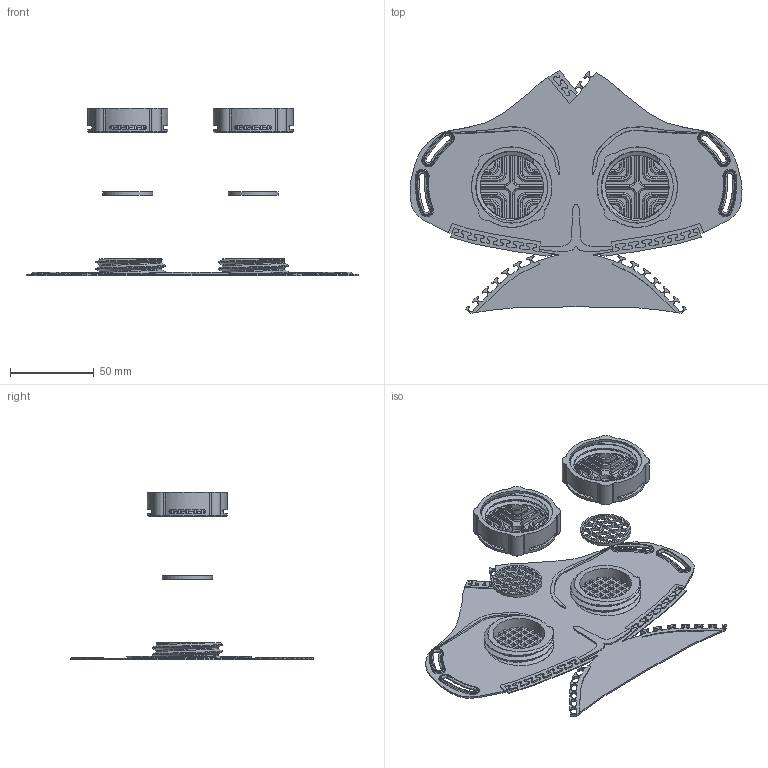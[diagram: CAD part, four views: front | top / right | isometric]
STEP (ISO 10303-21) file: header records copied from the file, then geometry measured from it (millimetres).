
FILE_DESCRIPTION(/* description */ (''),/* implementation_level */ '2;1');
FILE_NAME(/* name */ '3d_printed_breathing_mask.step',/* time_stamp */ '2020-04-25T12:20:47+02:00',/* author */ (''),/* organization */ (''),/* preprocessor_version */ 'ST-DEVELOPER v18.1',/* originating_system */ 'Autodesk Translation Framework v9.2.0.1227',/* authorisation */ '');
FILE_SCHEMA (('AUTOMOTIVE_DESIGN { 1 0 10303 214 3 1 1 }'));
Length unit declared in the file: millimetre
Products named in the file (1): Copper 3D mask adapted steg
Bounding box: 198.29 x 144.86 x 100 mm (x, y, z)
Volume: 56430 mm3; surface area: 67581.8 mm2
Topology: 5 solids, 5 shells, 2043 faces, 6093 edges, 3948 vertices
Faces by surface type: plane 1012, cylinder 618, cone 188, bspline 119, torus 106
Full cylindrical faces by diameter (mm): 30 x2, 37.132 x2, 37.97 x4, 41.703 x2, 42.439 x2, 43 x2
Entity records: 83334 total; most frequent: CARTESIAN_POINT 29179, ORIENTED_EDGE 12182, DIRECTION 10358, EDGE_CURVE 6091, VERTEX_POINT 3948, LINE 3530, VECTOR 3530, AXIS2_PLACEMENT_3D 3414
